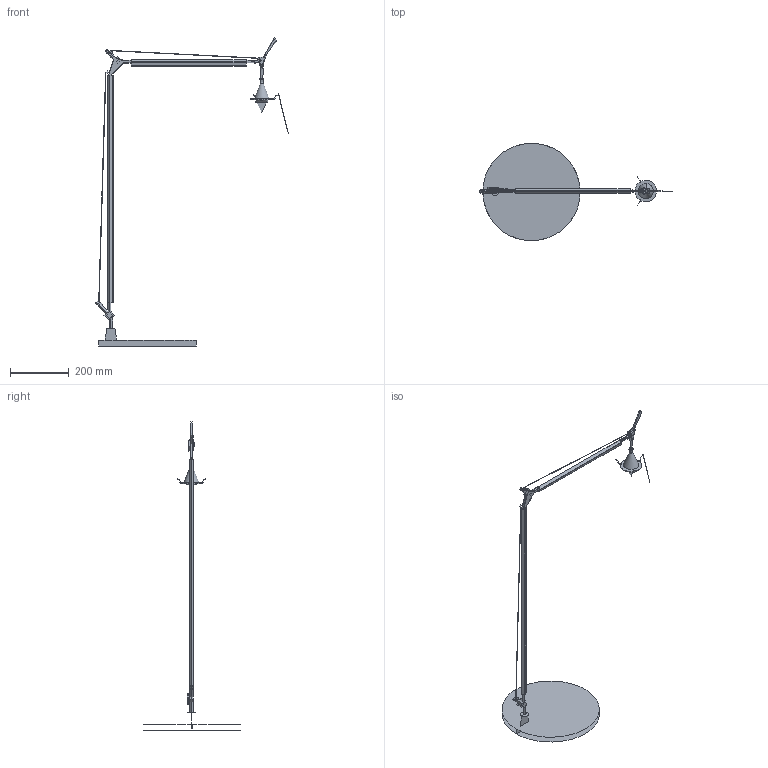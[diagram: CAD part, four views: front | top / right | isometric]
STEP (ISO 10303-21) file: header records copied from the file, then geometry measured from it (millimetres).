
FILE_DESCRIPTION(/* description */ (''),/* implementation_level */ '2;1');
FILE_NAME(/* name */ 'tolomeo basculante lettura',/* time_stamp */ '2016-05-18T10:10:19+02:00',/* author */ (''),/* organization */ (''),/* preprocessor_version */ 'ST-DEVELOPER v10',/* originating_system */ '',/* authorisation */ '');
FILE_SCHEMA (('CONFIG_CONTROL_DESIGN'));
Length unit declared in the file: millimetre
Products named in the file (1): 1
Bounding box: 653.88 x 329.6 x 1045.37 mm (x, y, z)
Volume: 51530.9 mm3; surface area: 458514 mm2
Topology: 12 solids, 167 shells, 633 faces, 2094 edges, 1626 vertices
Faces by surface type: bspline 488, plane 145
Entity records: 32439 total; most frequent: CARTESIAN_POINT 21566, ORIENTED_EDGE 3221, EDGE_CURVE 2023, VERTEX_POINT 1569, B_SPLINE_CURVE_WITH_KNOTS 1064, EDGE_LOOP 665, ADVANCED_FACE 633, FACE_OUTER_BOUND 633
